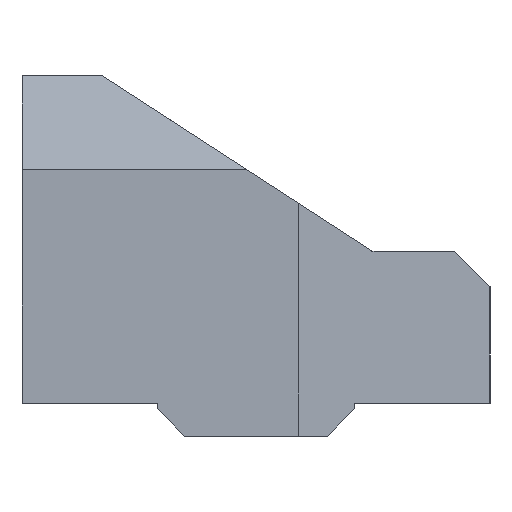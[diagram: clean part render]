
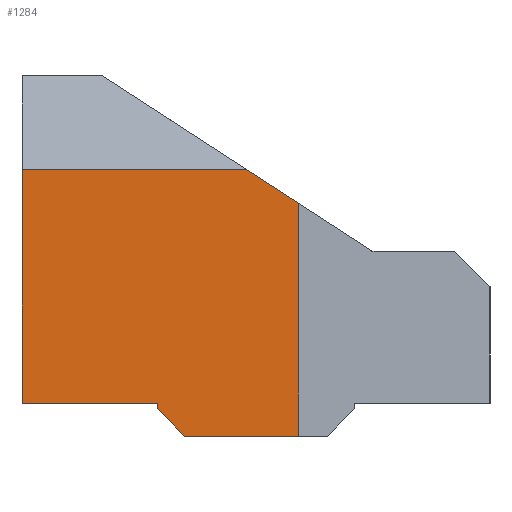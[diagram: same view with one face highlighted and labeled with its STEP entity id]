
A CAD part, left-side view. The second image highlights one B-rep face of the part: STEP entity #1284.
In plain terms, the highlighted planar face has unit normal (-1, 0, 0).
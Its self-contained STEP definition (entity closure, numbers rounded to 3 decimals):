
#91=FACE_OUTER_BOUND('',#168,.T.);
#168=EDGE_LOOP('',(#1021,#1022,#1023,#1024,#1025,#1026,#1027,#1028));
#263=LINE('',#1914,#424);
#286=LINE('',#1962,#447);
#290=LINE('',#1969,#451);
#297=LINE('',#1989,#458);
#314=LINE('',#2026,#475);
#315=LINE('',#2028,#476);
#316=LINE('',#2030,#477);
#317=LINE('',#2031,#478);
#424=VECTOR('',#1558,10.);
#447=VECTOR('',#1591,10.);
#451=VECTOR('',#1597,10.);
#458=VECTOR('',#1616,10.);
#475=VECTOR('',#1647,10.);
#476=VECTOR('',#1648,10.);
#477=VECTOR('',#1649,10.);
#478=VECTOR('',#1650,10.);
#569=VERTEX_POINT('',#1911);
#570=VERTEX_POINT('',#1913);
#587=VERTEX_POINT('',#1955);
#590=VERTEX_POINT('',#1960);
#592=VERTEX_POINT('',#1967);
#612=VERTEX_POINT('',#2025);
#613=VERTEX_POINT('',#2027);
#614=VERTEX_POINT('',#2029);
#705=EDGE_CURVE('',#570,#569,#263,.T.);
#729=EDGE_CURVE('',#590,#587,#286,.T.);
#733=EDGE_CURVE('',#592,#590,#290,.T.);
#743=EDGE_CURVE('',#569,#587,#297,.T.);
#762=EDGE_CURVE('',#612,#592,#314,.T.);
#763=EDGE_CURVE('',#613,#612,#315,.T.);
#764=EDGE_CURVE('',#614,#613,#316,.T.);
#765=EDGE_CURVE('',#570,#614,#317,.T.);
#1021=ORIENTED_EDGE('',*,*,#729,.F.);
#1022=ORIENTED_EDGE('',*,*,#733,.F.);
#1023=ORIENTED_EDGE('',*,*,#762,.F.);
#1024=ORIENTED_EDGE('',*,*,#763,.F.);
#1025=ORIENTED_EDGE('',*,*,#764,.F.);
#1026=ORIENTED_EDGE('',*,*,#765,.F.);
#1027=ORIENTED_EDGE('',*,*,#705,.T.);
#1028=ORIENTED_EDGE('',*,*,#743,.T.);
#1215=PLANE('',#1387);
#1284=ADVANCED_FACE('',(#91),#1215,.T.);
#1387=AXIS2_PLACEMENT_3D('',#2024,#1645,#1646);
#1558=DIRECTION('',(0.,0.,1.));
#1591=DIRECTION('',(0.,-1.,0.));
#1597=DIRECTION('',(0.,0.,1.));
#1616=DIRECTION('',(0.,0.839,0.544));
#1645=DIRECTION('center_axis',(-1.,0.,0.));
#1646=DIRECTION('ref_axis',(0.,1.,0.));
#1647=DIRECTION('',(0.,1.,0.));
#1648=DIRECTION('',(0.,0.,1.));
#1649=DIRECTION('',(0.,0.707,0.707));
#1650=DIRECTION('',(0.,1.,0.));
#1911=CARTESIAN_POINT('',(0.,8.175,3.556));
#1913=CARTESIAN_POINT('',(0.,8.175,-6.4));
#1914=CARTESIAN_POINT('',(0.,8.175,0.75));
#1955=CARTESIAN_POINT('',(0.,10.404,5.));
#1960=CARTESIAN_POINT('',(0.,20.,5.));
#1962=CARTESIAN_POINT('',(0.,8.125,5.));
#1967=CARTESIAN_POINT('',(0.,20.,-5.));
#1969=CARTESIAN_POINT('',(0.,20.,0.));
#1989=CARTESIAN_POINT('',(0.,6.647,2.567));
#2024=CARTESIAN_POINT('Origin',(0.,0.,0.));
#2025=CARTESIAN_POINT('',(0.,14.225,-5.));
#2026=CARTESIAN_POINT('',(0.,0.,-5.));
#2027=CARTESIAN_POINT('',(0.,14.225,-5.225));
#2028=CARTESIAN_POINT('',(0.,14.225,-5.35));
#2029=CARTESIAN_POINT('',(0.,13.05,-6.4));
#2030=CARTESIAN_POINT('',(0.,13.05,-6.4));
#2031=CARTESIAN_POINT('',(0.,11.525,-6.4));
